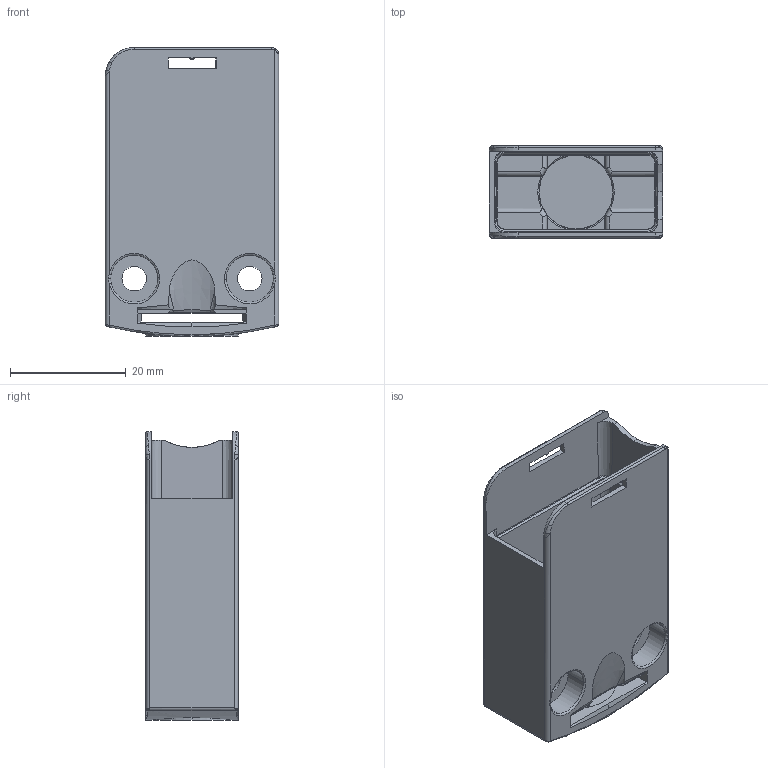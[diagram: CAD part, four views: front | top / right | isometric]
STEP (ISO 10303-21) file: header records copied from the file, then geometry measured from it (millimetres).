
FILE_DESCRIPTION(('STEP AP242'),'1');
FILE_NAME('switch_zcmd21.stp','2019-08-28T08:19:37',('TraceParts'),('TraceParts S.A.'),'Spatial InterOp 3D',' ',' ');
FILE_SCHEMA(('AP242_MANAGED_MODEL_BASED_3D_ENGINEERING_MIM_LF {1 0 10303 442 1 1 4}'));
Length unit declared in the file: millimetre
Products named in the file (1): switch_zcmd21
Bounding box: 30 x 16 x 50 mm (x, y, z)
Volume: 7325.6 mm3; surface area: 9174.3 mm2
Topology: 1 solids, 1 shells, 201 faces, 533 edges, 334 vertices
Faces by surface type: plane 76, bspline 43, cylinder 42, torus 24, cone 16
Entity records: 8738 total; most frequent: CARTESIAN_POINT 4044, ORIENTED_EDGE 1066, DIRECTION 856, EDGE_CURVE 533, VERTEX_POINT 334, AXIS2_PLACEMENT_3D 300, LINE 256, VECTOR 256
